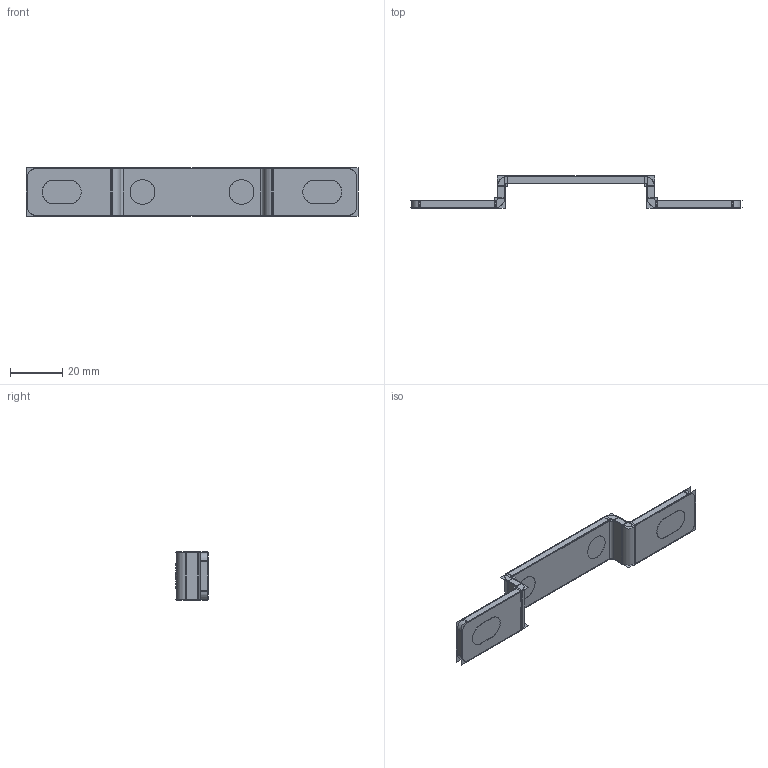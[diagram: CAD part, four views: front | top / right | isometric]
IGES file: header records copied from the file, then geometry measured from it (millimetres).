
Start section:  PTC IGES file: 193932.igs
Global section: file name: 193932.igs; native system: Creo Parametric by Parametric Technology Corporation; preprocessor: 2013230; author: pdmadmin; organization: Unknown; date: 20160307.135024; units: millimetre
Bounding box: 127.28 x 12.31 x 18.72 mm (x, y, z)
Volume: 5704.5 mm3; surface area: 23430.8 mm2
Topology: 1 solids, 1 shells, 108 faces, 504 edges, 616 vertices
Faces by surface type: bspline 68, revolution 40
